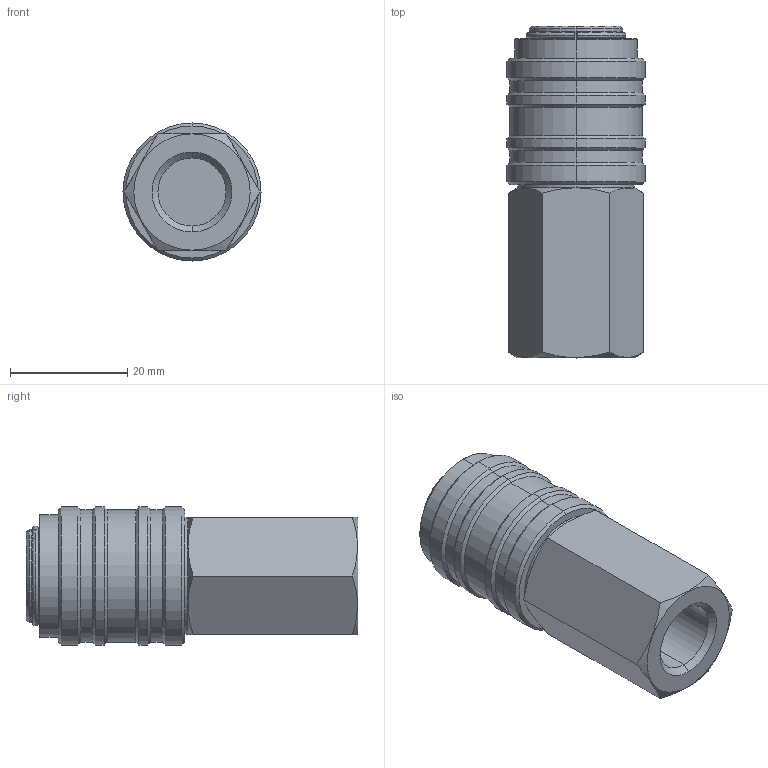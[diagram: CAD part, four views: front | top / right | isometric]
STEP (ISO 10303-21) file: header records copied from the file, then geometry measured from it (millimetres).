
FILE_DESCRIPTION (( 'STEP AP203' ), '1' );
FILE_NAME ('X7100202.STEP', '2011-10-26T15:28:36', ( 'SP' ), ( 'sopra-pneumatic' ), 'SwSTEP 2.0', 'SolidWorks 2011', '' );
FILE_SCHEMA (( 'CONFIG_CONTROL_DESIGN' ));
Length unit declared in the file: millimetre
Products named in the file (1): X7100202
Bounding box: 23.5 x 56.5 x 23.5 mm (x, y, z)
Volume: 18574.4 mm3; surface area: 5732 mm2
Topology: 2 solids, 2 shells, 88 faces, 189 edges, 112 vertices
Faces by surface type: cylinder 33, cone 32, plane 17, torus 6
Entity records: 2599 total; most frequent: CARTESIAN_POINT 628, DIRECTION 415, ORIENTED_EDGE 378, EDGE_CURVE 189, AXIS2_PLACEMENT_3D 176, VERTEX_POINT 112, EDGE_LOOP 95, FACE_OUTER_BOUND 88
